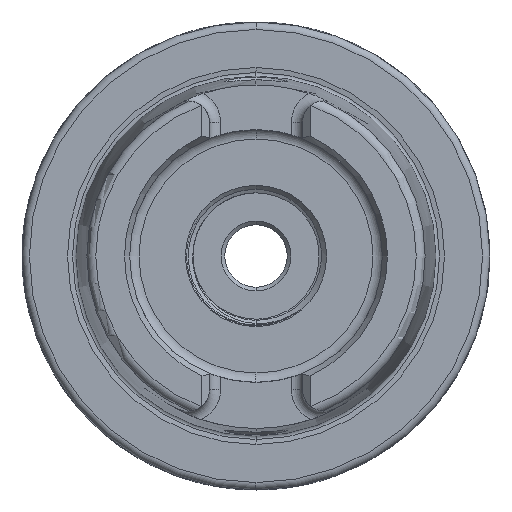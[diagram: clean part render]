
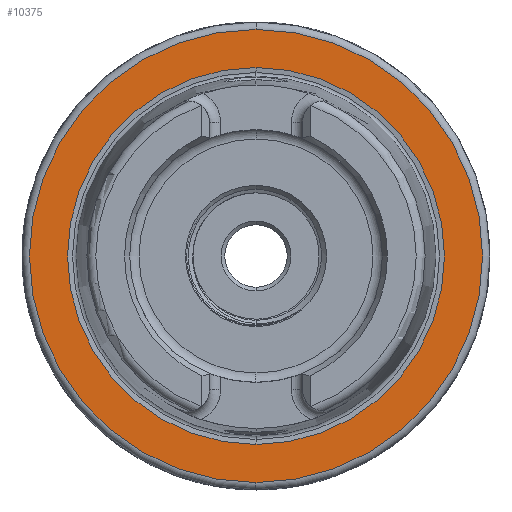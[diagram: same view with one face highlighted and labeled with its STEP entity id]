
A CAD part, left-side view. The second image highlights one B-rep face of the part: STEP entity #10375.
In plain terms, the highlighted planar face has unit normal (-1, 0, 0).
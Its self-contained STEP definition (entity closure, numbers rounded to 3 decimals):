
#235 = EDGE_LOOP ( 'NONE', ( #3401, #3400 ) ) ;
#983 = CARTESIAN_POINT ( 'NONE',  ( 0., 0., -30.5 ) ) ;
#1422 = VERTEX_POINT ( 'NONE', #983 ) ;
#2555 = VERTEX_POINT ( 'NONE', #4090 ) ;
#2558 = VERTEX_POINT ( 'NONE', #4093 ) ;
#2565 = VERTEX_POINT ( 'NONE', #4100 ) ;
#3398 = ORIENTED_EDGE ( 'NONE', *, *, #10251, .T. ) ;
#3399 = ORIENTED_EDGE ( 'NONE', *, *, #23877, .T. ) ;
#3400 = ORIENTED_EDGE ( 'NONE', *, *, #23875, .T. ) ;
#3401 = ORIENTED_EDGE ( 'NONE', *, *, #10255, .T. ) ;
#3889 = EDGE_LOOP ( 'NONE', ( #3398, #3399 ) ) ;
#4090 = CARTESIAN_POINT ( 'NONE',  ( 0., 0., 25.369 ) ) ;
#4093 = CARTESIAN_POINT ( 'NONE',  ( 0., 0., -25.369 ) ) ;
#4100 = CARTESIAN_POINT ( 'NONE',  ( 0., 0., 30.5 ) ) ;
#4538 = AXIS2_PLACEMENT_3D ( 'NONE', #14456, #14457, #14458 ) ;
#4547 = AXIS2_PLACEMENT_3D ( 'NONE', #14444, #14445, #14446 ) ;
#10251 = EDGE_CURVE ( 'NONE', #2565, #1422, #20682, .T. ) ;
#10255 = EDGE_CURVE ( 'NONE', #2555, #2558, #20685, .T. ) ;
#10375 = ADVANCED_FACE ( 'NONE', ( #25047, #25052 ), #15233, .T. ) ;
#14444 = CARTESIAN_POINT ( 'NONE',  ( 0., 0., 0. ) ) ;
#14445 = DIRECTION ( 'NONE',  ( -1., 0., 0. ) ) ;
#14446 = DIRECTION ( 'NONE',  ( 0., 0., 1. ) ) ;
#14456 = CARTESIAN_POINT ( 'NONE',  ( 0., 0., 0. ) ) ;
#14457 = DIRECTION ( 'NONE',  ( 1., 0., 0. ) ) ;
#14458 = DIRECTION ( 'NONE',  ( 0., 0., -1. ) ) ;
#15233 = PLANE ( 'NONE',  #25054 ) ;
#15234 = CARTESIAN_POINT ( 'NONE',  ( 0., 25.369, 0. ) ) ;
#15235 = DIRECTION ( 'NONE',  ( -1., 0., 0. ) ) ;
#15236 = DIRECTION ( 'NONE',  ( 0., 0., 1. ) ) ;
#20682 = CIRCLE ( 'NONE', #4547, 30.5 ) ;
#20685 = CIRCLE ( 'NONE', #4538, 25.369 ) ;
#23631 = AXIS2_PLACEMENT_3D ( 'NONE', #24301, #24302, #24303 ) ;
#23632 = AXIS2_PLACEMENT_3D ( 'NONE', #24277, #24278, #24279 ) ;
#23875 = EDGE_CURVE ( 'NONE', #2558, #2555, #27327, .T. ) ;
#23877 = EDGE_CURVE ( 'NONE', #1422, #2565, #27328, .T. ) ;
#24277 = CARTESIAN_POINT ( 'NONE',  ( 0., 0., 0. ) ) ;
#24278 = DIRECTION ( 'NONE',  ( 1., 0., 0. ) ) ;
#24279 = DIRECTION ( 'NONE',  ( 0., 0., -1. ) ) ;
#24301 = CARTESIAN_POINT ( 'NONE',  ( 0., 0., 0. ) ) ;
#24302 = DIRECTION ( 'NONE',  ( -1., 0., 0. ) ) ;
#24303 = DIRECTION ( 'NONE',  ( 0., 0., 1. ) ) ;
#25047 = FACE_OUTER_BOUND ( 'NONE', #3889, .T. ) ;
#25052 = FACE_BOUND ( 'NONE', #235, .T. ) ;
#25054 = AXIS2_PLACEMENT_3D ( 'NONE', #15234, #15235, #15236 ) ;
#27327 = CIRCLE ( 'NONE', #23632, 25.369 ) ;
#27328 = CIRCLE ( 'NONE', #23631, 30.5 ) ;
